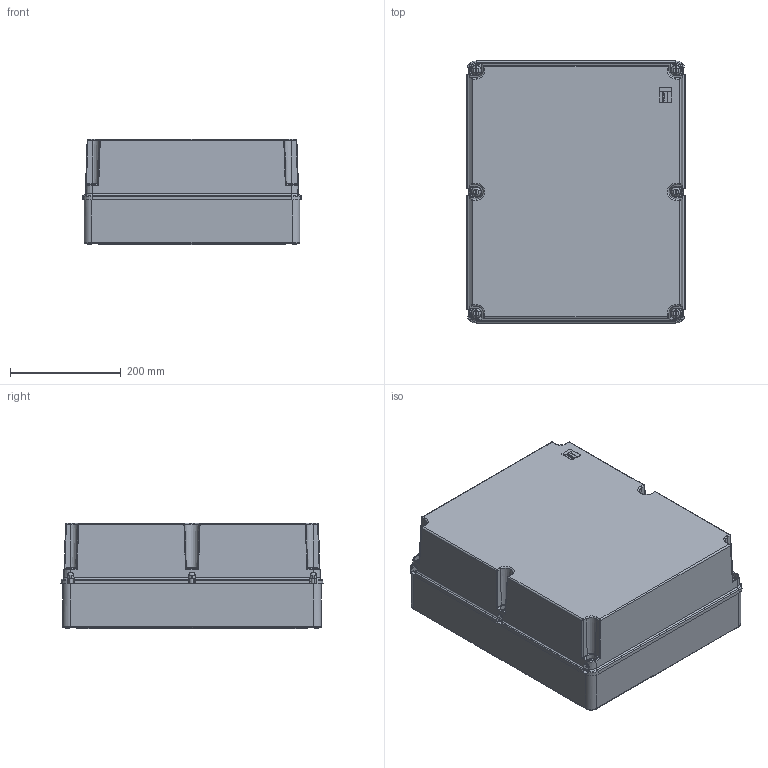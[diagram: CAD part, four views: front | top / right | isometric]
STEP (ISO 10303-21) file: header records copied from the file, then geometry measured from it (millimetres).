
FILE_DESCRIPTION(('CATIA V5 STEP','CAx-IF Rec.Pracs.--- Model Styling and Organization---1.4--- 2014-01-23'),'2;1');
FILE_NAME('GW44441.stp','2018-01-30T11:11:12+00:00',('none'),('none'),'CATIA Version 5-6 Release 2016 SP4','CATIA V5 STEP AP214','none');
FILE_SCHEMA(('AUTOMOTIVE_DESIGN { 1 0 10303 214 1 1 1 1 }'));
Products named in the file (6): Product1; 55912638A3XX TAB FONDO CASS P C; 55910558A2XX TAB COPERCHIO ALTO X CE 460X380X180; 55918015AXX2 TAB VITE TPN12 X CASSETTE; Symmetry of 55918015AXX2 TAB VITE TPN12 X CASSETTE; Symmetry of Symmetry of 55918015AXX2 TAB VITE TPN12 X CASSETTE
Assembly tree (8 placements, depth 2):
  Product1
    55912638A3XX TAB FONDO CASS P C
    55910558A2XX TAB COPERCHIO ALTO X CE 460X380X180
    55918015AXX2 TAB VITE TPN12 X CASSETTE  x2
    Symmetry of 55918015AXX2 TAB VITE TPN12 X CASSETTE  x3
    Symmetry of Symmetry of 55918015AXX2 TAB VITE TPN12 X CASSETTE
Bounding box: 395.6 x 473.6 x 190.5 mm (x, y, z)
Volume: 2359748.5 mm3; surface area: 1449947 mm2
Topology: 8 solids, 12 shells, 3154 faces, 8049 edges, 4869 vertices
Faces by surface type: plane 1495, cylinder 708, cone 276, bspline 263, torus 239, sphere 148, revolution 16, extrusion 9
Entity records: 88446 total; most frequent: CARTESIAN_POINT 30710, ORIENTED_EDGE 13610, DIRECTION 8817, EDGE_CURVE 6805, VERTEX_POINT 4257, VECTOR 3787, LINE 3778, AXIS2_PLACEMENT_3D 3279
